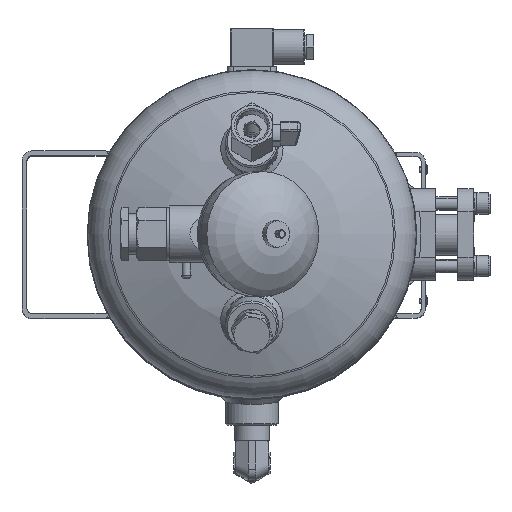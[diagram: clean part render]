
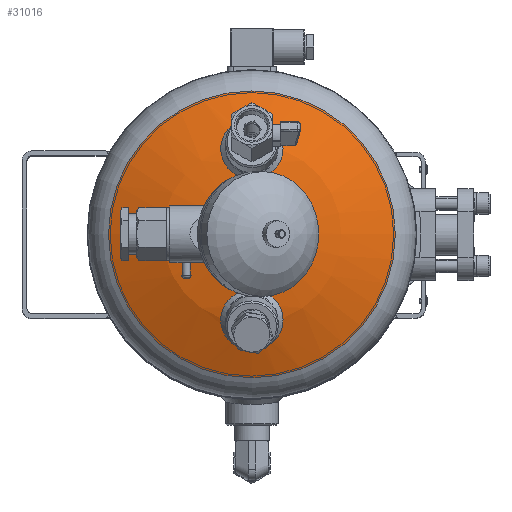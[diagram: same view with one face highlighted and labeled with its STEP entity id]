
A CAD part, top view. The second image highlights one B-rep face of the part: STEP entity #31016.
In plain terms, the highlighted spherical face has radius 202.3 mm.
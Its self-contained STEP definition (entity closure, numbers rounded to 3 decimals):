
#279=SPHERICAL_SURFACE('',#38140,202.3);
#5762=CIRCLE('',#38135,15.);
#5766=CIRCLE('',#38141,15.);
#5767=CIRCLE('',#38142,87.326);
#5768=CIRCLE('',#38143,20.);
#7052=ORIENTED_EDGE('',*,*,#15912,.T.);
#7053=ORIENTED_EDGE('',*,*,#15916,.T.);
#7054=ORIENTED_EDGE('',*,*,#15917,.F.);
#7055=ORIENTED_EDGE('',*,*,#15918,.F.);
#15912=EDGE_CURVE('',#20407,#20407,#5762,.T.);
#15916=EDGE_CURVE('',#20411,#20411,#5766,.T.);
#15917=EDGE_CURVE('',#20412,#20412,#5767,.T.);
#15918=EDGE_CURVE('',#20413,#20413,#5768,.F.);
#20407=VERTEX_POINT('',#48840);
#20411=VERTEX_POINT('',#48850);
#20412=VERTEX_POINT('',#48852);
#20413=VERTEX_POINT('',#48854);
#25359=EDGE_LOOP('',(#7052));
#25360=EDGE_LOOP('',(#7053));
#25361=EDGE_LOOP('',(#7054));
#25362=EDGE_LOOP('',(#7055));
#27985=FACE_BOUND('',#25359,.T.);
#27986=FACE_BOUND('',#25360,.T.);
#27987=FACE_BOUND('',#25361,.T.);
#27988=FACE_BOUND('',#25362,.T.);
#31016=ADVANCED_FACE('',(#27985,#27986,#27987,#27988),#279,.T.);
#38135=AXIS2_PLACEMENT_3D('',#48839,#41253,#41254);
#38140=AXIS2_PLACEMENT_3D('',#48848,#41263,#41264);
#38141=AXIS2_PLACEMENT_3D('',#48849,#41265,#41266);
#38142=AXIS2_PLACEMENT_3D('',#48851,#41267,#41268);
#38143=AXIS2_PLACEMENT_3D('',#48853,#41269,#41270);
#41253=DIRECTION('',(0.259,0.,-0.966));
#41254=DIRECTION('',(0.966,0.,0.259));
#41263=DIRECTION('',(0.,0.,-1.));
#41264=DIRECTION('',(1.,0.,0.));
#41265=DIRECTION('',(-0.259,0.,-0.966));
#41266=DIRECTION('',(-0.966,0.,0.259));
#41267=DIRECTION('',(0.,0.,-1.));
#41268=DIRECTION('',(-1.,0.,0.));
#41269=DIRECTION('',(0.,0.,-1.));
#41270=DIRECTION('',(-1.,0.,0.));
#48839=CARTESIAN_POINT('',(-52.215,0.,46.028));
#48840=CARTESIAN_POINT('',(-37.726,0.,49.911));
#48848=CARTESIAN_POINT('',(0.,0.,-148.841));
#48849=CARTESIAN_POINT('',(52.215,0.,46.028));
#48850=CARTESIAN_POINT('',(37.726,0.,49.911));
#48851=CARTESIAN_POINT('',(0.,0.,33.641));
#48852=CARTESIAN_POINT('',(-87.326,0.,33.641));
#48853=CARTESIAN_POINT('',(0.,0.,52.468));
#48854=CARTESIAN_POINT('',(-20.,0.,52.468));
